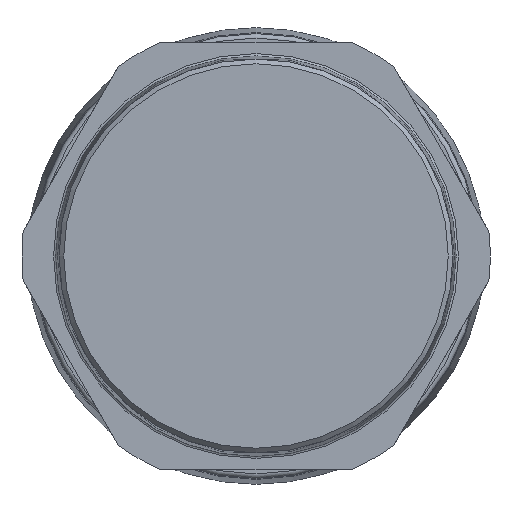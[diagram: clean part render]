
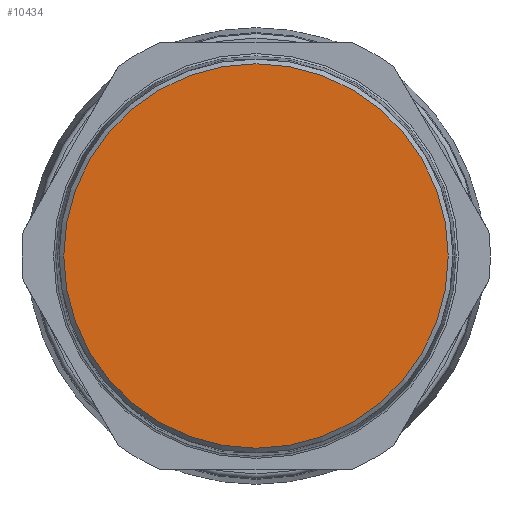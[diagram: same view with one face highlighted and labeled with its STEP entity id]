
A CAD part, left-side view. The second image highlights one B-rep face of the part: STEP entity #10434.
In plain terms, the highlighted planar face has unit normal (-1, 0, 0).
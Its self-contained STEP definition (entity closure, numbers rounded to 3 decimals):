
#2217=FACE_OUTER_BOUND('',#2771,.T.);
#2771=EDGE_LOOP('',(#9119));
#3465=CIRCLE('',#11676,42.699);
#4500=VERTEX_POINT('',#22279);
#6049=EDGE_CURVE('',#4500,#4500,#3465,.T.);
#9119=ORIENTED_EDGE('',*,*,#6049,.F.);
#9369=PLANE('',#11675);
#10434=ADVANCED_FACE('',(#2217),#9369,.T.);
#11675=AXIS2_PLACEMENT_3D('',#22278,#14460,#14461);
#11676=AXIS2_PLACEMENT_3D('',#22280,#14462,#14463);
#14460=DIRECTION('center_axis',(-1.,0.,0.));
#14461=DIRECTION('ref_axis',(0.,0.,
-1.));
#14462=DIRECTION('center_axis',(1.,0.,0.));
#14463=DIRECTION('ref_axis',(0.,1.,0.));
#22278=CARTESIAN_POINT('Origin',(-39.825,-43.699,0.));
#22279=CARTESIAN_POINT('',(-39.825,-42.699,0.));
#22280=CARTESIAN_POINT('Origin',(-39.825,0.,0.));
